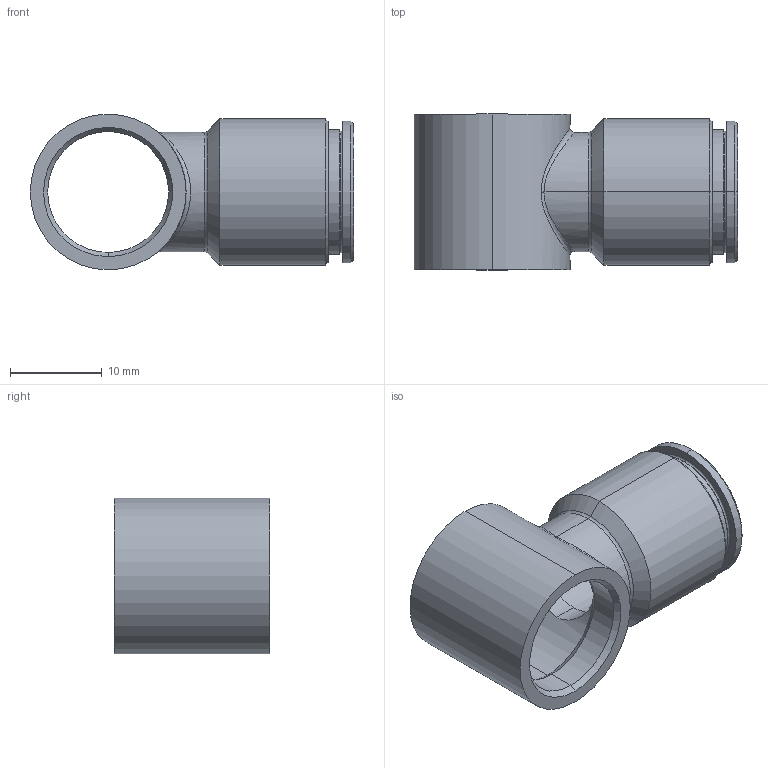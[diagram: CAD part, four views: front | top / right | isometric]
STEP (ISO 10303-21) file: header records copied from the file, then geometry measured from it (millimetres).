
FILE_DESCRIPTION (( 'STEP AP203' ), '1' );
FILE_NAME ('X0250052.STEP', '2011-11-08T10:04:59', ( '' ), ( 'sopra-pneumatic' ), 'SwSTEP 2.0', 'SolidWorks 2011', '' );
FILE_SCHEMA (( 'CONFIG_CONTROL_DESIGN' ));
Length unit declared in the file: millimetre
Products named in the file (1): X0250052
Bounding box: 35.3 x 17 x 17 mm (x, y, z)
Volume: 3210.5 mm3; surface area: 3401.6 mm2
Topology: 1 solids, 1 shells, 52 faces, 114 edges, 66 vertices
Faces by surface type: cylinder 21, cone 18, torus 6, plane 5, bspline 2
Entity records: 2025 total; most frequent: CARTESIAN_POINT 777, DIRECTION 272, ORIENTED_EDGE 228, AXIS2_PLACEMENT_3D 117, EDGE_CURVE 114, CIRCLE 66, VERTEX_POINT 66, EDGE_LOOP 58
